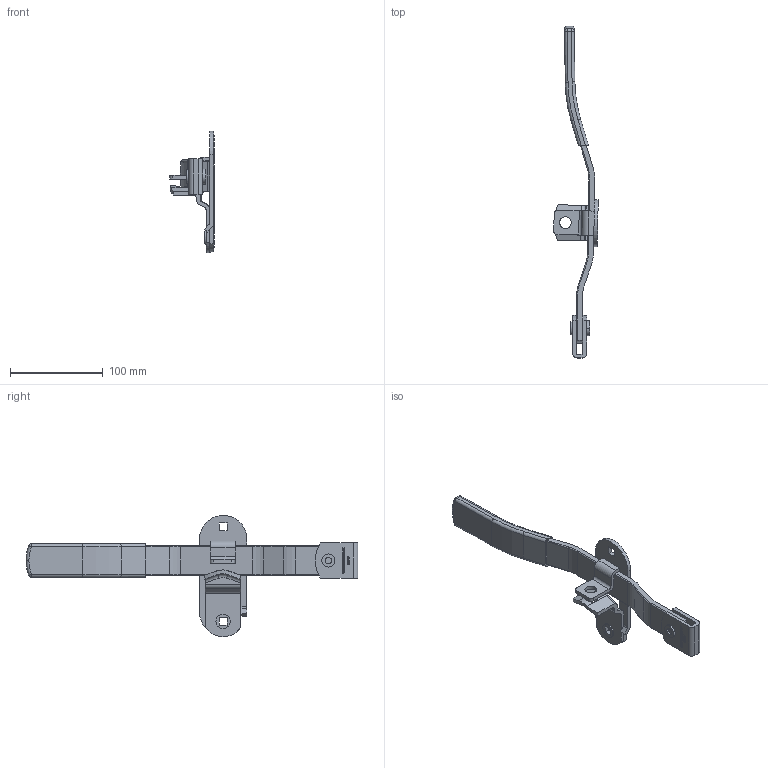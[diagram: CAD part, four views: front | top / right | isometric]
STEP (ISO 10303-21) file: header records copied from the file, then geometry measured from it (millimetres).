
FILE_DESCRIPTION (( 'STEP AP214' ), '1' );
FILE_NAME ('06717-Container Door Latch Handle Assembly Zinc.STEP', '2018-12-18T01:28:15', ( '' ), ( '' ), 'SwSTEP 2.0', 'SolidWorks 2018', '' );
FILE_SCHEMA (( 'AUTOMOTIVE_DESIGN' ));
Length unit declared in the file: millimetre
Products named in the file (6): 4664 U Shape Handle Arm_06717; 4664 Door Catch; 4664 Swinging Catch Plate; 4664 Handle Arm; 4664 Handle Arm Sleeve; 06717-Container Door Latch Handle Assembly Zinc
Assembly tree (5 placements, depth 2):
  06717-Container Door Latch Handle Assembly Zinc
    4664 U Shape Handle Arm_06717
    4664 Handle Arm
    4664 Handle Arm Sleeve
    4664 Door Catch
    4664 Swinging Catch Plate
Bounding box: 47.98 x 358.36 x 131 mm (x, y, z)
Volume: 145529.7 mm3; surface area: 80041.6 mm2
Topology: 5 solids, 5 shells, 447 faces, 1174 edges, 765 vertices
Faces by surface type: plane 229, bspline 96, cylinder 95, torus 22, sphere 5
Entity records: 19524 total; most frequent: CARTESIAN_POINT 8836, ORIENTED_EDGE 2344, DIRECTION 1850, EDGE_CURVE 1172, VERTEX_POINT 765, VECTOR 748, LINE 748, AXIS2_PLACEMENT_3D 551
